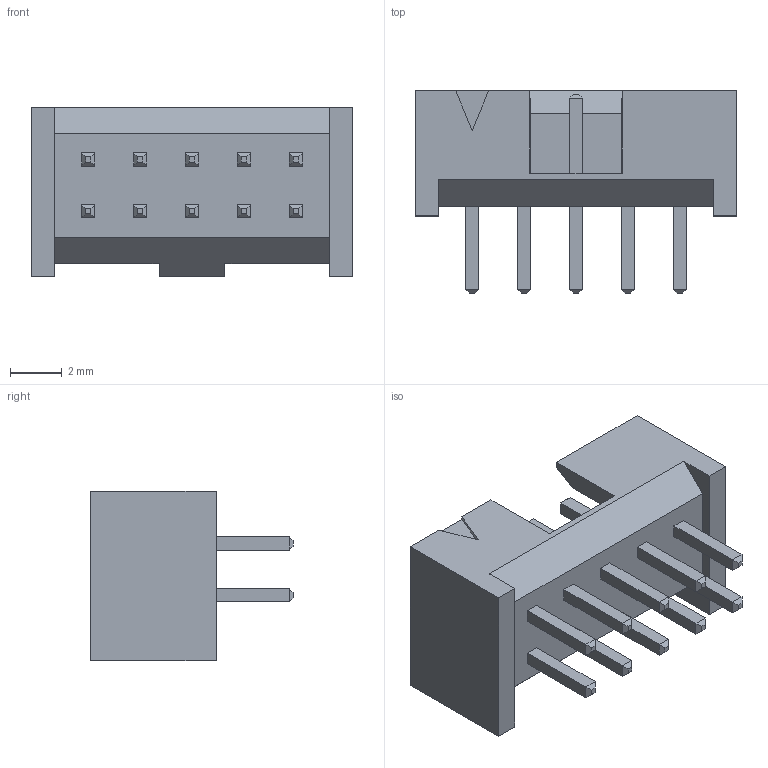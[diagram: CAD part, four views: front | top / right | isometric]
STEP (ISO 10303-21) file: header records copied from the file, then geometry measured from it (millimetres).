
FILE_DESCRIPTION (( 'STEP AP214' ), '1' );
FILE_NAME ('Samtec-$PARTNUMBER.STEP', '2010-12-21T02:57:31', ( 'SysAdmin' ), ( 'SolidWorks' ), 'SwSTEP 2.0', 'SolidWorks 2011', '' );
FILE_SCHEMA (( 'AUTOMOTIVE_DESIGN' ));
Length unit declared in the file: inch
Products named in the file (1): Samtec-$PARTNUMBER
Bounding box: 12.38 x 7.8 x 6.54 mm (x, y, z)
Volume: 182.9 mm3; surface area: 524.5 mm2
Topology: 1 solids, 1 shells, 214 faces, 492 edges, 300 vertices
Faces by surface type: plane 214
Entity records: 6286 total; most frequent: CARTESIAN_POINT 1007, ORIENTED_EDGE 984, DIRECTION 922, VECTOR 492, LINE 492, EDGE_CURVE 492, VERTEX_POINT 300, EDGE_LOOP 234
